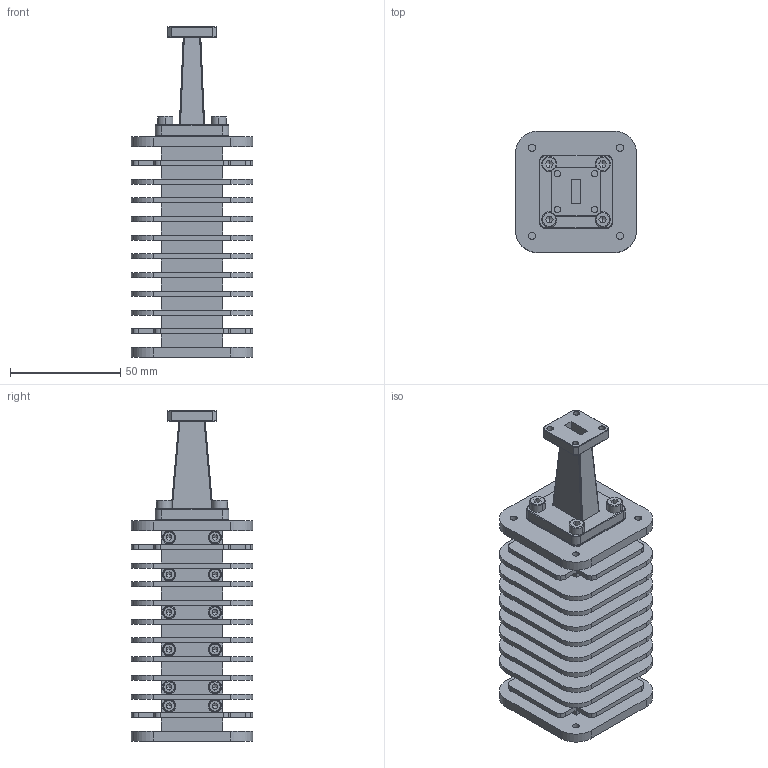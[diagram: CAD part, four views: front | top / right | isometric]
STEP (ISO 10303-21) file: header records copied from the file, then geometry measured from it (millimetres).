
FILE_DESCRIPTION (( 'STEP AP203' ), '1' );
FILE_NAME ('SWL-4250-S8.STEP', '2021-05-11T17:06:14', ( '' ), ( '' ), 'SwSTEP 2.0', 'SolidWorks 2021', '' );
FILE_SCHEMA (( 'CONFIG_CONTROL_DESIGN' ));
Length unit declared in the file: inch
Products named in the file (1): SWL-4250-S8
Bounding box: 55 x 55 x 150 mm (x, y, z)
Volume: 154173.4 mm3; surface area: 79490.7 mm2
Topology: 6 solids, 18 shells, 690 faces, 1772 edges, 1144 vertices
Faces by surface type: plane 342, cylinder 244, torus 64, cone 40
Entity records: 20865 total; most frequent: CARTESIAN_POINT 3879, DIRECTION 3634, ORIENTED_EDGE 3480, EDGE_CURVE 1740, AXIS2_PLACEMENT_3D 1347, VERTEX_POINT 1144, LINE 940, VECTOR 940
